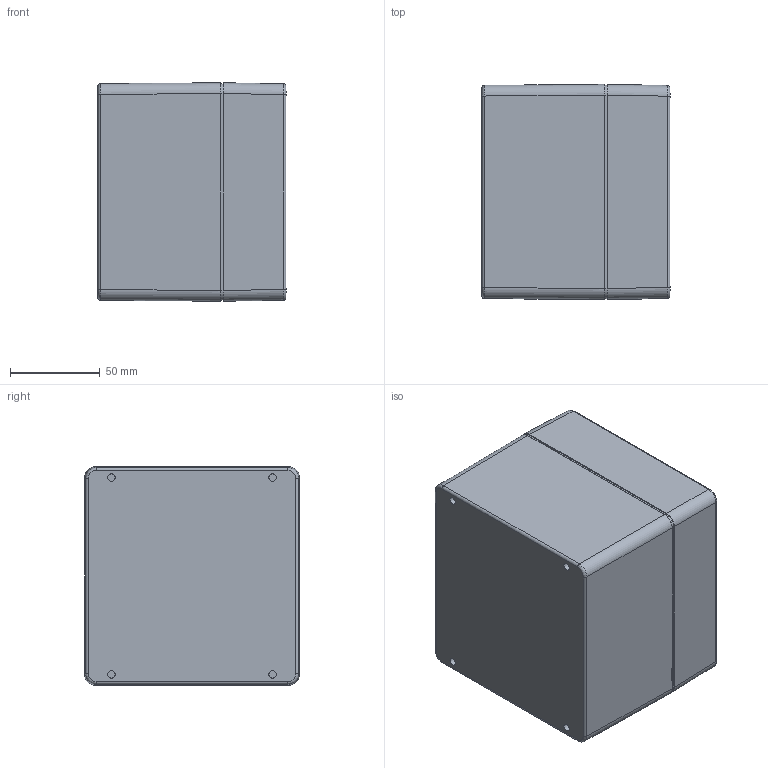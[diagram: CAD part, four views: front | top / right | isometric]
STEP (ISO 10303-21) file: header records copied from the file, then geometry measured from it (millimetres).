
FILE_DESCRIPTION(/* description */ ('ABS-Gehäuse'),/* implementation_level */ '2;1');
FILE_NAME(/* name */ '02121211045-RST.stp',/* time_stamp */ '2021-09-02T12:44:47+02:00',/* author */ ('sl'),/* organization */ (''),/* preprocessor_version */ 'ST-DEVELOPER v16.5',/* originating_system */ 'Autodesk Inventor 2017',/* authorisation */ '');
FILE_SCHEMA (('AUTOMOTIVE_DESIGN { 1 0 10303 214 3 1 1 }'));
Length unit declared in the file: millimetre
Products named in the file (4): 01_121211_000; Deckel-ABS-Gehäuse-16-BT-0002-01_121211_000; UT-ABS-Gehäuse-16-BT-0001-01_121211_000; Schraube-M4x45x10
Assembly tree (6 placements, depth 2):
  01_121211_000
    Deckel-ABS-Gehäuse-16-BT-0002-01_121211_000
    UT-ABS-Gehäuse-16-BT-0001-01_121211_000
    Schraube-M4x45x10  x4
Bounding box: 105.12 x 120 x 122 mm (x, y, z)
Volume: 298603.9 mm3; surface area: 167288.4 mm2
Topology: 6 solids, 6 shells, 460 faces, 1116 edges, 706 vertices
Faces by surface type: plane 166, cylinder 122, cone 98, torus 54, bspline 16, sphere 4
Full cylindrical faces by diameter (mm): 3.65 x4, 4 x10, 4.2 x8, 5 x4, 7.2 x4, 8 x4
Entity records: 10141 total; most frequent: CARTESIAN_POINT 2064, DIRECTION 1844, ORIENTED_EDGE 1484, AXIS2_PLACEMENT_3D 770, EDGE_CURVE 742, VERTEX_POINT 494, EDGE_LOOP 454, CIRCLE 402
